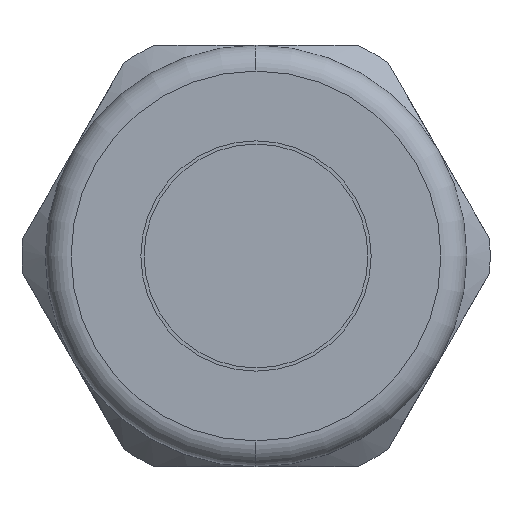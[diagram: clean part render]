
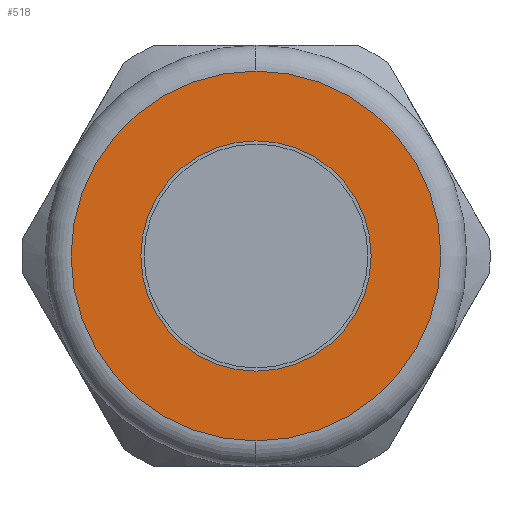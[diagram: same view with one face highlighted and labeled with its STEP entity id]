
A CAD part, left-side view. The second image highlights one B-rep face of the part: STEP entity #518.
In plain terms, the highlighted planar face has unit normal (-1, 0, 0).
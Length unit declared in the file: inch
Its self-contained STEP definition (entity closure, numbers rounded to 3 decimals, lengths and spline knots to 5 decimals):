
#497 = EDGE_CURVE ( 'NONE', #629, #611, #2659, .T. ) ;
#498 = EDGE_LOOP ( 'NONE', ( #835, #834 ) ) ;
#501 = ORIENTED_EDGE ( 'NONE', *, *, #497, .T. ) ;
#505 = EDGE_LOOP ( 'NONE', ( #506, #501 ) ) ;
#506 = ORIENTED_EDGE ( 'NONE', *, *, #628, .T. ) ;
#518 = ADVANCED_FACE ( 'NONE', ( #2632, #2631 ), #2391, .T. ) ;
#611 = VERTEX_POINT ( 'NONE', #2835 ) ;
#628 = EDGE_CURVE ( 'NONE', #611, #629, #2869, .T. ) ;
#629 = VERTEX_POINT ( 'NONE', #2864 ) ;
#830 = VERTEX_POINT ( 'NONE', #3199 ) ;
#833 = EDGE_CURVE ( 'NONE', #901, #830, #3188, .T. ) ;
#834 = ORIENTED_EDGE ( 'NONE', *, *, #913, .T. ) ;
#835 = ORIENTED_EDGE ( 'NONE', *, *, #833, .T. ) ;
#901 = VERTEX_POINT ( 'NONE', #3276 ) ;
#913 = EDGE_CURVE ( 'NONE', #830, #901, #3315, .T. ) ;
#2387 = DIRECTION ( 'NONE',  ( 0., 0., 1. ) ) ;
#2388 = DIRECTION ( 'NONE',  ( -1., 0., 0. ) ) ;
#2389 = CARTESIAN_POINT ( 'NONE',  ( -1.53, 0.65, 0. ) ) ;
#2390 = AXIS2_PLACEMENT_3D ( 'NONE', #2389, #2388, #2387 ) ;
#2391 = PLANE ( 'NONE',  #2390 ) ;
#2631 = FACE_BOUND ( 'NONE', #498, .T. ) ;
#2632 = FACE_OUTER_BOUND ( 'NONE', #505, .T. ) ;
#2655 = DIRECTION ( 'NONE',  ( 0., 0., 1. ) ) ;
#2656 = DIRECTION ( 'NONE',  ( -1., 0., 0. ) ) ;
#2657 = CARTESIAN_POINT ( 'NONE',  ( -1.53, 0., 0. ) ) ;
#2658 = AXIS2_PLACEMENT_3D ( 'NONE', #2657, #2656, #2655 ) ;
#2659 = CIRCLE ( 'NONE', #2658, 0.57 ) ;
#2835 = CARTESIAN_POINT ( 'NONE',  ( -1.53, 0., 0.57 ) ) ;
#2864 = CARTESIAN_POINT ( 'NONE',  ( -1.53, 0., -0.57 ) ) ;
#2865 = DIRECTION ( 'NONE',  ( 0., 0., 1. ) ) ;
#2866 = DIRECTION ( 'NONE',  ( -1., 0., 0. ) ) ;
#2867 = CARTESIAN_POINT ( 'NONE',  ( -1.53, 0., 0. ) ) ;
#2868 = AXIS2_PLACEMENT_3D ( 'NONE', #2867, #2866, #2865 ) ;
#2869 = CIRCLE ( 'NONE', #2868, 0.57 ) ;
#3184 = DIRECTION ( 'NONE',  ( 0., 0., -1. ) ) ;
#3185 = DIRECTION ( 'NONE',  ( 1., 0., 0. ) ) ;
#3186 = CARTESIAN_POINT ( 'NONE',  ( -1.53, 0., 0. ) ) ;
#3187 = AXIS2_PLACEMENT_3D ( 'NONE', #3186, #3185, #3184 ) ;
#3188 = CIRCLE ( 'NONE', #3187, 0.355 ) ;
#3199 = CARTESIAN_POINT ( 'NONE',  ( -1.53, 0., 0.355 ) ) ;
#3276 = CARTESIAN_POINT ( 'NONE',  ( -1.53, 0., -0.355 ) ) ;
#3311 = DIRECTION ( 'NONE',  ( 0., 0., -1. ) ) ;
#3312 = DIRECTION ( 'NONE',  ( 1., 0., 0. ) ) ;
#3313 = CARTESIAN_POINT ( 'NONE',  ( -1.53, 0., 0. ) ) ;
#3314 = AXIS2_PLACEMENT_3D ( 'NONE', #3313, #3312, #3311 ) ;
#3315 = CIRCLE ( 'NONE', #3314, 0.355 ) ;
